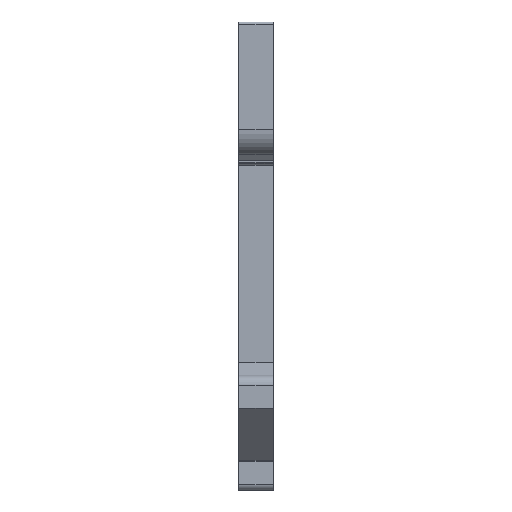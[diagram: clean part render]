
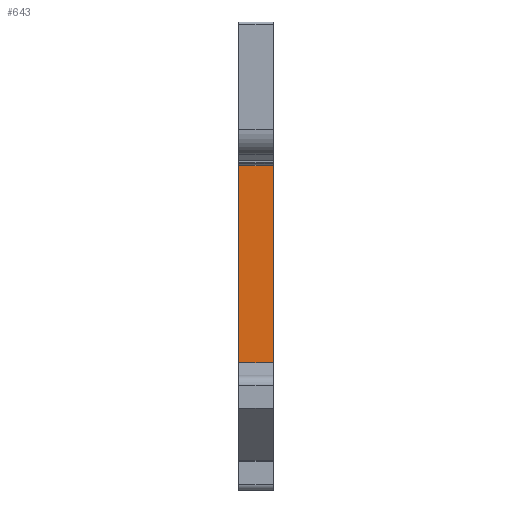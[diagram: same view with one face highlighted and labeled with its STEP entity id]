
A CAD part, left-side view. The second image highlights one B-rep face of the part: STEP entity #643.
In plain terms, the highlighted planar face has unit normal (-1, 0, 0).
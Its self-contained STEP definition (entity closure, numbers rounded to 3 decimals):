
#242=FACE_OUTER_BOUND('',#1328,.T.);
#643=ADVANCED_FACE('',(#242),#1037,.F.);
#1037=PLANE('',#8398);
#1328=EDGE_LOOP('',(#2566,#2567,#2568,#2569));
#2566=ORIENTED_EDGE('',*,*,#5808,.T.);
#2567=ORIENTED_EDGE('',*,*,#5809,.T.);
#2568=ORIENTED_EDGE('',*,*,#5447,.F.);
#2569=ORIENTED_EDGE('',*,*,#5810,.F.);
#4627=VERTEX_POINT('',#10903);
#4628=VERTEX_POINT('',#10905);
#4972=VERTEX_POINT('',#11928);
#4973=VERTEX_POINT('',#11929);
#5447=EDGE_CURVE('',#4627,#4628,#6631,.T.);
#5808=EDGE_CURVE('',#4972,#4973,#6781,.T.);
#5809=EDGE_CURVE('',#4973,#4628,#6782,.T.);
#5810=EDGE_CURVE('',#4972,#4627,#6783,.T.);
#6631=LINE('',#10904,#7459);
#6781=LINE('',#11927,#7610);
#6782=LINE('',#11930,#7611);
#6783=LINE('',#11931,#7612);
#7459=VECTOR('',#8874,1.);
#7610=VECTOR('',#9203,1.);
#7611=VECTOR('',#9204,1.);
#7612=VECTOR('',#9205,1.);
#8398=AXIS2_PLACEMENT_3D('',#11932,#9206,#9207);
#8874=DIRECTION('',(0.,0.,1.));
#9203=DIRECTION('',(0.,0.,1.));
#9204=DIRECTION('',(0.,1.,0.));
#9205=DIRECTION('',(0.,1.,0.));
#9206=DIRECTION('',(1.,0.,0.));
#9207=DIRECTION('',(0.,-1.,0.));
#10903=CARTESIAN_POINT('',(-9.849,38.327,-8.953));
#10904=CARTESIAN_POINT('',(-9.849,38.327,-1.94));
#10905=CARTESIAN_POINT('',(-9.849,38.327,20.258));
#11927=CARTESIAN_POINT('',(-9.849,33.15,5.1));
#11928=CARTESIAN_POINT('',(-9.849,33.15,-8.953));
#11929=CARTESIAN_POINT('',(-9.849,33.15,20.258));
#11930=CARTESIAN_POINT('',(-9.849,33.15,20.258));
#11931=CARTESIAN_POINT('',(-9.849,33.15,-8.953));
#11932=CARTESIAN_POINT('',(-9.849,33.15,5.1));
